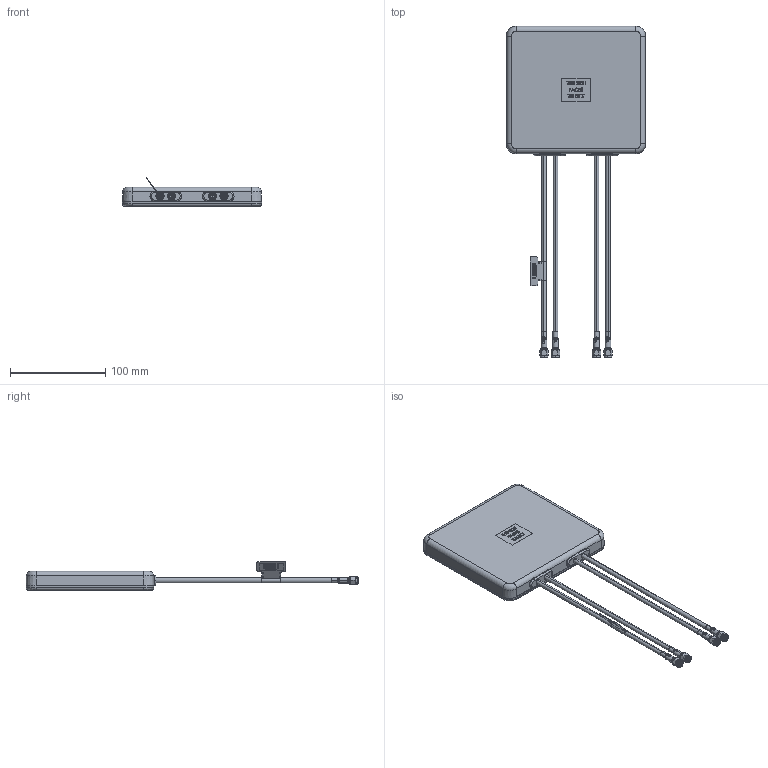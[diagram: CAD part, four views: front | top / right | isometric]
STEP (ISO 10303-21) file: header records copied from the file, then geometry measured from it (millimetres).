
FILE_DESCRIPTION (( 'STEP AP214' ), '1' );
FILE_NAME ('MA963.A.BIVW.002_Web1.STEP', '2024-07-25T04:13:33', ( '' ), ( '' ), 'SwSTEP 2.0', 'SolidWorks 2022', '' );
FILE_SCHEMA (( 'AUTOMOTIVE_DESIGN' ));
Length unit declared in the file: millimetre
Products named in the file (1): MA963.A.BIVW.002_Web1
Bounding box: 146.05 x 347.74 x 30 mm (x, y, z)
Surface area: 66834 mm2 (no closed solid volume)
Topology: 0 solids, 61 shells, 399 faces, 1831 edges, 1485 vertices
Faces by surface type: cylinder 151, plane 137, torus 50, cone 43, bspline 18
Entity records: 30657 total; most frequent: CARTESIAN_POINT 12584, DIRECTION 2546, ORIENTED_EDGE 2540, EDGE_CURVE 1831, VERTEX_POINT 1485, VECTOR 990, LINE 990, AXIS2_PLACEMENT_3D 778
